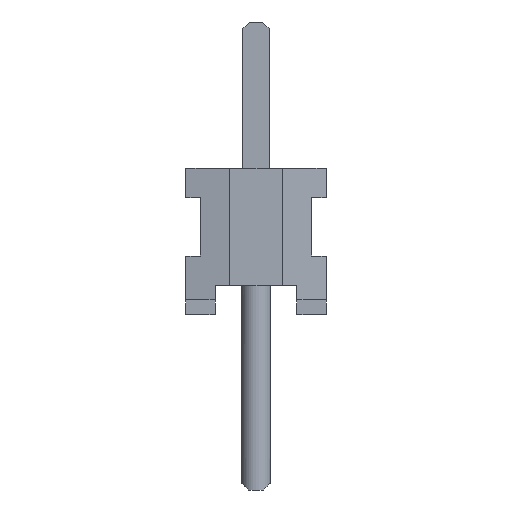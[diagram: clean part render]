
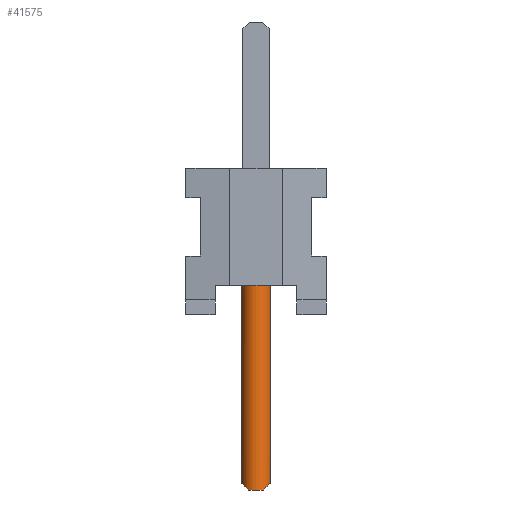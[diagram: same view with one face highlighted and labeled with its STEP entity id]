
A CAD part, left-side view. The second image highlights one B-rep face of the part: STEP entity #41575.
In plain terms, the highlighted cylindrical face has radius 0.254 mm (diameter 0.508 mm), a full revolution.
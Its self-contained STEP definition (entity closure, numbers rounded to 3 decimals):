
#39537 = EDGE_CURVE('',#39538,#39540,#39542,.T.);
#39538 = VERTEX_POINT('',#39539);
#39539 = CARTESIAN_POINT('',(-19.939,0.,1.27));
#39540 = VERTEX_POINT('',#39541);
#39541 = CARTESIAN_POINT('',(-19.465,0.127,1.27));
#39542 = CIRCLE('',#39543,0.254);
#39543 = AXIS2_PLACEMENT_3D('',#39544,#39545,#39546);
#39544 = CARTESIAN_POINT('',(-19.685,0.,1.27));
#39545 = DIRECTION('',(0.,0.,1.));
#39546 = DIRECTION('',(1.,0.,0.));
#39548 = EDGE_CURVE('',#39540,#39538,#39549,.T.);
#39549 = CIRCLE('',#39550,0.254);
#39550 = AXIS2_PLACEMENT_3D('',#39551,#39552,#39553);
#39551 = CARTESIAN_POINT('',(-19.685,0.,1.27));
#39552 = DIRECTION('',(0.,0.,1.));
#39553 = DIRECTION('',(1.,0.,0.));
#41575 = ADVANCED_FACE('',(#41576),#41622,.T.);
#41576 = FACE_BOUND('',#41577,.T.);
#41577 = EDGE_LOOP('',(#41578,#41579,#41586,#41595,#41604,#41613,#41620,
    #41621));
#41578 = ORIENTED_EDGE('',*,*,#39548,.F.);
#41579 = ORIENTED_EDGE('',*,*,#41580,.T.);
#41580 = EDGE_CURVE('',#39540,#41581,#41583,.T.);
#41581 = VERTEX_POINT('',#41582);
#41582 = CARTESIAN_POINT('',(-19.465,0.127,-3.048));
#41583 = B_SPLINE_CURVE_WITH_KNOTS('',1,(#41584,#41585),.UNSPECIFIED.,
  .F.,.F.,(2,2),(0.,4.318),.PIECEWISE_BEZIER_KNOTS.);
#41584 = CARTESIAN_POINT('',(-19.465,0.127,1.27));
#41585 = CARTESIAN_POINT('',(-19.465,0.127,-3.048));
#41586 = ORIENTED_EDGE('',*,*,#41587,.T.);
#41587 = EDGE_CURVE('',#41581,#41588,#41590,.T.);
#41588 = VERTEX_POINT('',#41589);
#41589 = CARTESIAN_POINT('',(-19.905,0.127,-3.048));
#41590 = ELLIPSE('',#41591,0.359,0.254);
#41591 = AXIS2_PLACEMENT_3D('',#41592,#41593,#41594);
#41592 = CARTESIAN_POINT('',(-19.685,0.,-3.175));
#41593 = DIRECTION('',(0.,-0.707,0.707));
#41594 = DIRECTION('',(0.,-0.707,-0.707));
#41595 = ORIENTED_EDGE('',*,*,#41596,.T.);
#41596 = EDGE_CURVE('',#41588,#41597,#41599,.T.);
#41597 = VERTEX_POINT('',#41598);
#41598 = CARTESIAN_POINT('',(-19.905,-0.127,-3.048));
#41599 = CIRCLE('',#41600,0.254);
#41600 = AXIS2_PLACEMENT_3D('',#41601,#41602,#41603);
#41601 = CARTESIAN_POINT('',(-19.685,0.,-3.048));
#41602 = DIRECTION('',(0.,0.,1.));
#41603 = DIRECTION('',(0.,-1.,0.));
#41604 = ORIENTED_EDGE('',*,*,#41605,.T.);
#41605 = EDGE_CURVE('',#41597,#41606,#41608,.T.);
#41606 = VERTEX_POINT('',#41607);
#41607 = CARTESIAN_POINT('',(-19.465,-0.127,-3.048));
#41608 = ELLIPSE('',#41609,0.359,0.254);
#41609 = AXIS2_PLACEMENT_3D('',#41610,#41611,#41612);
#41610 = CARTESIAN_POINT('',(-19.685,0.,-3.175));
#41611 = DIRECTION('',(0.,0.707,0.707));
#41612 = DIRECTION('',(0.,0.707,-0.707));
#41613 = ORIENTED_EDGE('',*,*,#41614,.T.);
#41614 = EDGE_CURVE('',#41606,#41581,#41615,.T.);
#41615 = CIRCLE('',#41616,0.254);
#41616 = AXIS2_PLACEMENT_3D('',#41617,#41618,#41619);
#41617 = CARTESIAN_POINT('',(-19.685,0.,-3.048));
#41618 = DIRECTION('',(0.,0.,1.));
#41619 = DIRECTION('',(0.,-1.,0.));
#41620 = ORIENTED_EDGE('',*,*,#41580,.F.);
#41621 = ORIENTED_EDGE('',*,*,#39537,.F.);
#41622 = CYLINDRICAL_SURFACE('',#41623,0.254);
#41623 = AXIS2_PLACEMENT_3D('',#41624,#41625,#41626);
#41624 = CARTESIAN_POINT('',(-19.685,0.,1.27));
#41625 = DIRECTION('',(0.,0.,-1.));
#41626 = DIRECTION('',(0.,1.,0.));
